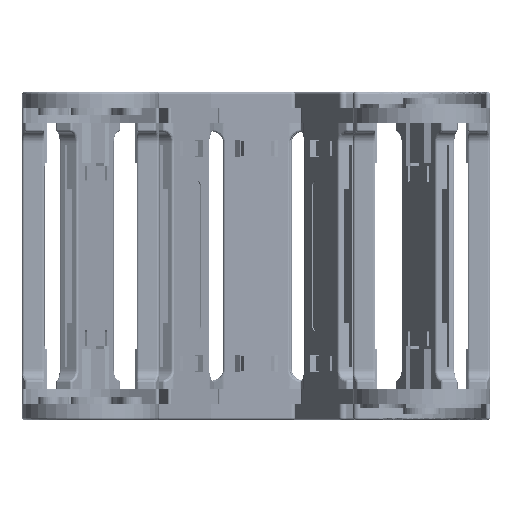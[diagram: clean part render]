
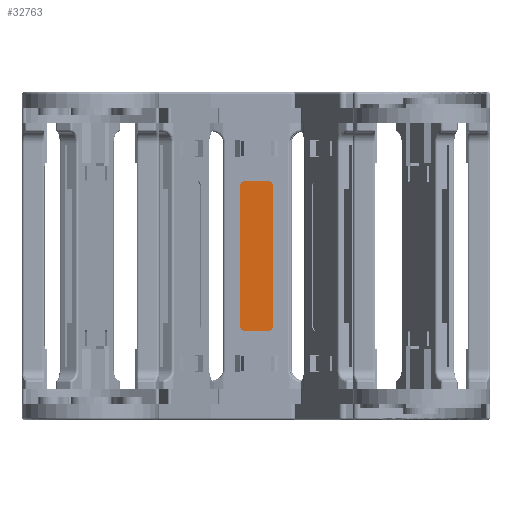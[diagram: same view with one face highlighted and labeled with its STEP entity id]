
A CAD part, left-side view. The second image highlights one B-rep face of the part: STEP entity #32763.
In plain terms, the highlighted face is planar.
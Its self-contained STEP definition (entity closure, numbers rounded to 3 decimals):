
#814 = EDGE_CURVE ( 'NONE', #23294, #6314, #5435, .T. ) ;
#1510 = CIRCLE ( 'NONE', #5724, 2.515 ) ;
#2524 = DIRECTION ( 'NONE',  ( 0., 0., -1. ) ) ;
#3004 = VECTOR ( 'NONE', #30071, 1000. ) ;
#3026 = ORIENTED_EDGE ( 'NONE', *, *, #17027, .F. ) ;
#3658 = ORIENTED_EDGE ( 'NONE', *, *, #35026, .F. ) ;
#3858 = CARTESIAN_POINT ( 'NONE',  ( -64.14, 30.497, -145.789 ) ) ;
#4445 = DIRECTION ( 'NONE',  ( 0., 0., 1. ) ) ;
#5435 = CIRCLE ( 'NONE', #27679, 2.515 ) ;
#5702 = CARTESIAN_POINT ( 'NONE',  ( -79.23, 30.497, -145.809 ) ) ;
#5724 = AXIS2_PLACEMENT_3D ( 'NONE', #29272, #19142, #16272 ) ;
#5804 = CARTESIAN_POINT ( 'NONE',  ( -66.655, 30.497, -82.651 ) ) ;
#5867 = VERTEX_POINT ( 'NONE', #5702 ) ;
#6314 = VERTEX_POINT ( 'NONE', #16528 ) ;
#6374 = DIRECTION ( 'NONE',  ( 0., -1., 0. ) ) ;
#6513 = CARTESIAN_POINT ( 'NONE',  ( -76.715, 30.497, -80.136 ) ) ;
#8056 = VERTEX_POINT ( 'NONE', #8453 ) ;
#8453 = CARTESIAN_POINT ( 'NONE',  ( -64.14, 30.497, -82.651 ) ) ;
#8496 = EDGE_LOOP ( 'NONE', ( #17137, #33964, #19238, #12356, #31609, #23307, #3026, #3658 ) ) ;
#8731 = AXIS2_PLACEMENT_3D ( 'NONE', #25468, #6374, #12193 ) ;
#9132 = CIRCLE ( 'NONE', #19764, 2.515 ) ;
#9169 = VERTEX_POINT ( 'NONE', #25370 ) ;
#11019 = FACE_OUTER_BOUND ( 'NONE', #8496, .T. ) ;
#11285 = DIRECTION ( 'NONE',  ( 0., -1., 0. ) ) ;
#11618 = DIRECTION ( 'NONE',  ( 0., -1., 0. ) ) ;
#11909 = EDGE_CURVE ( 'NONE', #6314, #8056, #31875, .T. ) ;
#12083 = CARTESIAN_POINT ( 'NONE',  ( -76.715, 30.497, -145.809 ) ) ;
#12193 = DIRECTION ( 'NONE',  ( 0., 0., 1. ) ) ;
#12356 = ORIENTED_EDGE ( 'NONE', *, *, #14158, .F. ) ;
#12829 = EDGE_CURVE ( 'NONE', #35018, #19544, #19888, .T. ) ;
#14158 = EDGE_CURVE ( 'NONE', #8056, #35018, #9132, .T. ) ;
#14668 = VERTEX_POINT ( 'NONE', #22033 ) ;
#16000 = CARTESIAN_POINT ( 'NONE',  ( -79.23, 30.497, -145.789 ) ) ;
#16272 = DIRECTION ( 'NONE',  ( 0., 0., 1. ) ) ;
#16528 = CARTESIAN_POINT ( 'NONE',  ( -64.14, 30.497, -145.809 ) ) ;
#17027 = EDGE_CURVE ( 'NONE', #14668, #23294, #23517, .T. ) ;
#17137 = ORIENTED_EDGE ( 'NONE', *, *, #28857, .F. ) ;
#17491 = PLANE ( 'NONE',  #8731 ) ;
#18038 = VECTOR ( 'NONE', #2524, 1000. ) ;
#19142 = DIRECTION ( 'NONE',  ( 0., -1., 0. ) ) ;
#19238 = ORIENTED_EDGE ( 'NONE', *, *, #12829, .F. ) ;
#19544 = VERTEX_POINT ( 'NONE', #33729 ) ;
#19764 = AXIS2_PLACEMENT_3D ( 'NONE', #5804, #11285, #21648 ) ;
#19888 = LINE ( 'NONE', #6513, #25021 ) ;
#20300 = CIRCLE ( 'NONE', #21577, 2.515 ) ;
#21198 = EDGE_CURVE ( 'NONE', #19544, #9169, #1510, .T. ) ;
#21577 = AXIS2_PLACEMENT_3D ( 'NONE', #12083, #11618, #33542 ) ;
#21648 = DIRECTION ( 'NONE',  ( 0., 0., 1. ) ) ;
#22033 = CARTESIAN_POINT ( 'NONE',  ( -76.715, 30.497, -148.324 ) ) ;
#23294 = VERTEX_POINT ( 'NONE', #25825 ) ;
#23307 = ORIENTED_EDGE ( 'NONE', *, *, #814, .F. ) ;
#23517 = LINE ( 'NONE', #26542, #3004 ) ;
#24066 = DIRECTION ( 'NONE',  ( 0., 0., -1. ) ) ;
#24289 = CARTESIAN_POINT ( 'NONE',  ( -66.655, 30.497, -145.809 ) ) ;
#25021 = VECTOR ( 'NONE', #31410, 1000. ) ;
#25370 = CARTESIAN_POINT ( 'NONE',  ( -79.23, 30.497, -82.651 ) ) ;
#25468 = CARTESIAN_POINT ( 'NONE',  ( -76.715, 30.497, -145.789 ) ) ;
#25825 = CARTESIAN_POINT ( 'NONE',  ( -66.655, 30.497, -148.324 ) ) ;
#26542 = CARTESIAN_POINT ( 'NONE',  ( -76.715, 30.497, -148.324 ) ) ;
#26571 = LINE ( 'NONE', #16000, #18038 ) ;
#26699 = DIRECTION ( 'NONE',  ( 0., -1., 0. ) ) ;
#27679 = AXIS2_PLACEMENT_3D ( 'NONE', #24289, #26699, #24066 ) ;
#27959 = CARTESIAN_POINT ( 'NONE',  ( -66.655, 30.497, -80.136 ) ) ;
#28857 = EDGE_CURVE ( 'NONE', #9169, #5867, #26571, .T. ) ;
#29272 = CARTESIAN_POINT ( 'NONE',  ( -76.715, 30.497, -82.651 ) ) ;
#30071 = DIRECTION ( 'NONE',  ( 1., 0., 0. ) ) ;
#31410 = DIRECTION ( 'NONE',  ( -1., 0., 0. ) ) ;
#31609 = ORIENTED_EDGE ( 'NONE', *, *, #11909, .F. ) ;
#31875 = LINE ( 'NONE', #3858, #34857 ) ;
#32763 = ADVANCED_FACE ( 'NONE', ( #11019 ), #17491, .F. ) ;
#33542 = DIRECTION ( 'NONE',  ( 0., 0., 1. ) ) ;
#33729 = CARTESIAN_POINT ( 'NONE',  ( -76.715, 30.497, -80.136 ) ) ;
#33964 = ORIENTED_EDGE ( 'NONE', *, *, #21198, .F. ) ;
#34857 = VECTOR ( 'NONE', #4445, 1000. ) ;
#35018 = VERTEX_POINT ( 'NONE', #27959 ) ;
#35026 = EDGE_CURVE ( 'NONE', #5867, #14668, #20300, .T. ) ;
